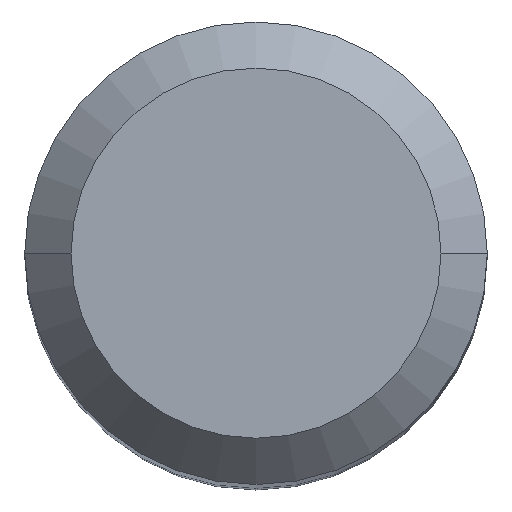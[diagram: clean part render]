
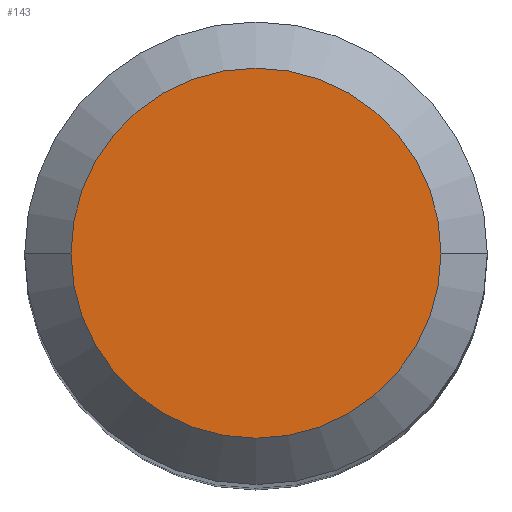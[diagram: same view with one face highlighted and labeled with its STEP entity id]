
A CAD part, top view. The second image highlights one B-rep face of the part: STEP entity #143.
In plain terms, the highlighted planar face has unit normal (0, 0, 1).
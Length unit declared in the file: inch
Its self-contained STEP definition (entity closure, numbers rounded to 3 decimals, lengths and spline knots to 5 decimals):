
#11 = PLANE ( 'NONE',  #433 ) ;
#18 = FACE_OUTER_BOUND ( 'NONE', #40, .T. ) ;
#40 = EDGE_LOOP ( 'NONE', ( #142, #178 ) ) ;
#104 = DIRECTION ( 'NONE',  ( 1., 0., 0. ) ) ;
#117 = DIRECTION ( 'NONE',  ( 0., 0., 1. ) ) ;
#142 = ORIENTED_EDGE ( 'NONE', *, *, #346, .T. ) ;
#143 = ADVANCED_FACE ( 'NONE', ( #18 ), #11, .F. ) ;
#156 = CARTESIAN_POINT ( 'NONE',  ( -0.126, 0., 0. ) ) ;
#164 = DIRECTION ( 'NONE',  ( 0., 0., -1. ) ) ;
#166 = DIRECTION ( 'NONE',  ( -1., 0., 0. ) ) ;
#178 = ORIENTED_EDGE ( 'NONE', *, *, #273, .T. ) ;
#188 = DIRECTION ( 'NONE',  ( 1., 0., 0. ) ) ;
#203 = CIRCLE ( 'NONE', #461, 0.126 ) ;
#240 = CARTESIAN_POINT ( 'NONE',  ( 0., 0., 0. ) ) ;
#242 = CIRCLE ( 'NONE', #337, 0.126 ) ;
#273 = EDGE_CURVE ( 'NONE', #382, #419, #242, .T. ) ;
#297 = CARTESIAN_POINT ( 'NONE',  ( 0., 0., 0. ) ) ;
#303 = CARTESIAN_POINT ( 'NONE',  ( 0.126, 0., 0. ) ) ;
#337 = AXIS2_PLACEMENT_3D ( 'NONE', #297, #446, #104 ) ;
#346 = EDGE_CURVE ( 'NONE', #419, #382, #203, .T. ) ;
#382 = VERTEX_POINT ( 'NONE', #303 ) ;
#419 = VERTEX_POINT ( 'NONE', #156 ) ;
#433 = AXIS2_PLACEMENT_3D ( 'NONE', #240, #164, #166 ) ;
#446 = DIRECTION ( 'NONE',  ( 0., 0., 1. ) ) ;
#452 = CARTESIAN_POINT ( 'NONE',  ( 0., 0., 0. ) ) ;
#461 = AXIS2_PLACEMENT_3D ( 'NONE', #452, #117, #188 ) ;
